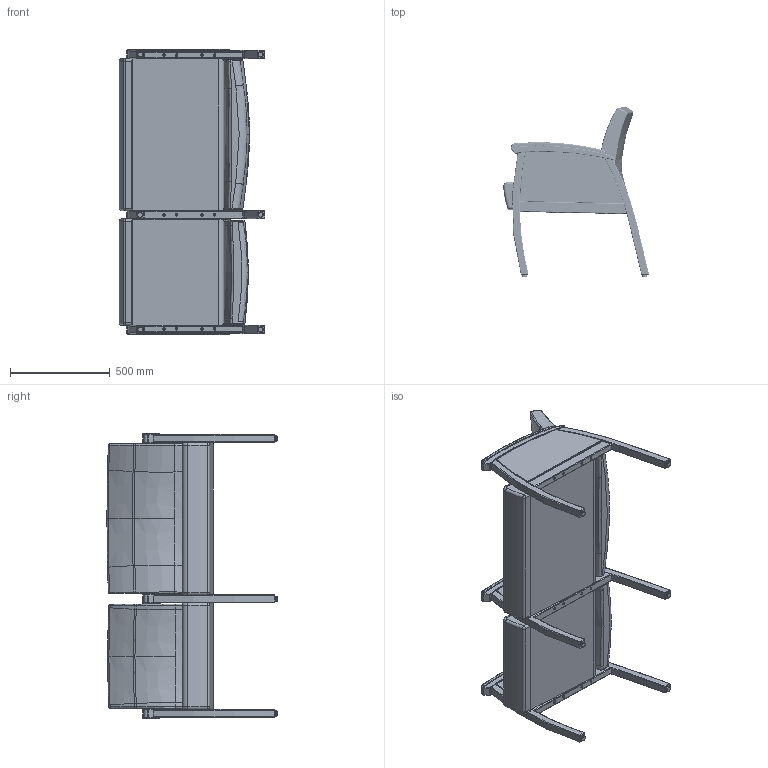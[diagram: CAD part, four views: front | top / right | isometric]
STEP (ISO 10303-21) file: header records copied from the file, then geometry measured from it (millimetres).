
FILE_DESCRIPTION(/* description */ (''),/* implementation_level */ '2;1');
FILE_NAME(/* name */ 'KOW20IBRPU.stp',/* time_stamp */ '2017-01-09T12:48:00-05:00',/* author */ ('emerkel'),/* organization */ (''),/* preprocessor_version */ 'ST-DEVELOPER v16.5',/* originating_system */ 'Autodesk Inventor 2017',/* authorisation */ '');
FILE_SCHEMA (('AUTOMOTIVE_DESIGN { 1 0 10303 214 3 1 1 }'));
Products named in the file (17): KOW20IBRPU; KOT10 USEAT; KOT10 BACK NEW; KOW10-1 ARML; KOW10-1 ARML_1; KOW10-1 ARMI; KOW10-1 ARMR; KOW10 ARM TOP; KOW10 ARMR CENTER RAIL RIGHT; KOW10-1 ARMR FRONT RAIL; KOW10-1 ARMR BACK RAIL; SK142020HD INSERT NUT; KOT10B-1 USEAT; KOT10B UBACK; CM10B-1 MAC BLK (ADJUSTED TO KOW10); UPANEL KOT10; GLD WHT 5-16
Assembly tree (38 placements, depth 3):
  KOW20IBRPU
    KOT10 USEAT
    KOT10 BACK NEW
    KOW10-1 ARML
      GLD WHT 5-16  x2
      KOW10-1 ARML_1
    KOW10-1 ARMI
    KOW10-1 ARMR
      KOW10 ARM TOP
      KOW10 ARMR CENTER RAIL RIGHT
      KOW10-1 ARMR FRONT RAIL
      KOW10-1 ARMR BACK RAIL
      SK142020HD INSERT NUT  x14
      GLD WHT 5-16  x2
    KOT10B-1 USEAT
    KOT10B UBACK
    CM10B-1 MAC BLK (ADJUSTED TO KOW10)  x3
    UPANEL KOT10  x3
    GLD WHT 5-16  x2
Bounding box: 729.7 x 851.29 x 1427.12 mm (x, y, z)
Volume: 151679633.7 mm3; surface area: 5810597.2 mm2
Topology: 82 solids, 82 shells, 2582 faces, 6156 edges, 3821 vertices
Faces by surface type: plane 1102, cylinder 916, bspline 360, torus 176, sphere 22, cone 6
Full cylindrical faces by diameter (mm): 6.35 x60, 7.144 x6, 7.938 x31, 8.733 x8, 9.5 x416, 9.922 x8, 11.906 x6, 12.7 x9, 14.287 x6, 25.4 x6
Entity records: 116208 total; most frequent: CARTESIAN_POINT 76734, DIRECTION 7952, ORIENTED_EDGE 7454, EDGE_CURVE 3727, AXIS2_PLACEMENT_3D 3150, VERTEX_POINT 2348, EDGE_LOOP 2099, FACE_OUTER_BOUND 1742
